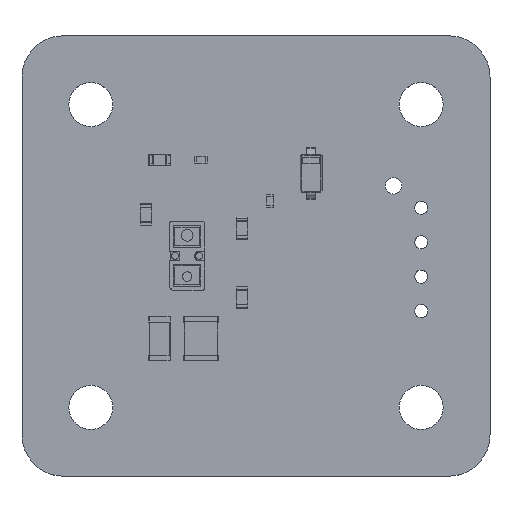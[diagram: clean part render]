
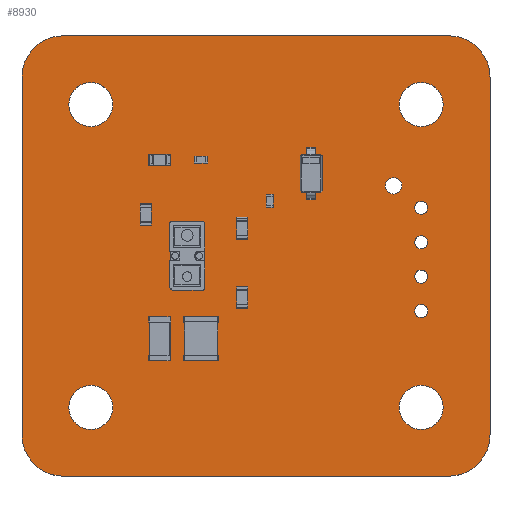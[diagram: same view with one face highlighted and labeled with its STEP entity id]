
A CAD part, top view. The second image highlights one B-rep face of the part: STEP entity #8930.
In plain terms, the highlighted planar face has unit normal (0, 0, 1).
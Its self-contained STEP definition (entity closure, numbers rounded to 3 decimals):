
#8682 = VERTEX_POINT('',#8683);
#8683 = CARTESIAN_POINT('',(132.,-39.,1.6));
#8689 = EDGE_CURVE('',#8682,#8690,#8692,.T.);
#8690 = VERTEX_POINT('',#8691);
#8691 = CARTESIAN_POINT('',(135.,-42.,1.6));
#8692 = CIRCLE('',#8693,3.);
#8693 = AXIS2_PLACEMENT_3D('',#8694,#8695,#8696);
#8694 = CARTESIAN_POINT('',(132.,-42.,1.6));
#8695 = DIRECTION('',(0.,0.,-1.));
#8696 = DIRECTION('',(0.,1.,0.));
#8724 = VERTEX_POINT('',#8725);
#8725 = CARTESIAN_POINT('',(104.,-39.,1.6));
#8731 = EDGE_CURVE('',#8724,#8682,#8732,.T.);
#8732 = LINE('',#8733,#8734);
#8733 = CARTESIAN_POINT('',(104.,-39.,1.6));
#8734 = VECTOR('',#8735,1.);
#8735 = DIRECTION('',(1.,0.,0.));
#8753 = EDGE_CURVE('',#8690,#8754,#8756,.T.);
#8754 = VERTEX_POINT('',#8755);
#8755 = CARTESIAN_POINT('',(135.,-68.,1.6));
#8756 = LINE('',#8757,#8758);
#8757 = CARTESIAN_POINT('',(135.,-42.,1.6));
#8758 = VECTOR('',#8759,1.);
#8759 = DIRECTION('',(0.,-1.,0.));
#8930 = ADVANCED_FACE('',(#8931,#8977,#8988,#8999,#9010,#9021,#9032,
    #9043,#9054,#9065),#9076,.F.);
#8931 = FACE_BOUND('',#8932,.F.);
#8932 = EDGE_LOOP('',(#8933,#8934,#8935,#8944,#8952,#8961,#8969,#8976));
#8933 = ORIENTED_EDGE('',*,*,#8689,.T.);
#8934 = ORIENTED_EDGE('',*,*,#8753,.T.);
#8935 = ORIENTED_EDGE('',*,*,#8936,.T.);
#8936 = EDGE_CURVE('',#8754,#8937,#8939,.T.);
#8937 = VERTEX_POINT('',#8938);
#8938 = CARTESIAN_POINT('',(132.,-71.,1.6));
#8939 = CIRCLE('',#8940,3.);
#8940 = AXIS2_PLACEMENT_3D('',#8941,#8942,#8943);
#8941 = CARTESIAN_POINT('',(132.,-68.,1.6));
#8942 = DIRECTION('',(0.,0.,-1.));
#8943 = DIRECTION('',(1.,0.,0.));
#8944 = ORIENTED_EDGE('',*,*,#8945,.T.);
#8945 = EDGE_CURVE('',#8937,#8946,#8948,.T.);
#8946 = VERTEX_POINT('',#8947);
#8947 = CARTESIAN_POINT('',(104.,-71.,1.6));
#8948 = LINE('',#8949,#8950);
#8949 = CARTESIAN_POINT('',(132.,-71.,1.6));
#8950 = VECTOR('',#8951,1.);
#8951 = DIRECTION('',(-1.,0.,0.));
#8952 = ORIENTED_EDGE('',*,*,#8953,.T.);
#8953 = EDGE_CURVE('',#8946,#8954,#8956,.T.);
#8954 = VERTEX_POINT('',#8955);
#8955 = CARTESIAN_POINT('',(101.,-68.,1.6));
#8956 = CIRCLE('',#8957,3.);
#8957 = AXIS2_PLACEMENT_3D('',#8958,#8959,#8960);
#8958 = CARTESIAN_POINT('',(104.,-68.,1.6));
#8959 = DIRECTION('',(0.,0.,-1.));
#8960 = DIRECTION('',(0.,-1.,-0.));
#8961 = ORIENTED_EDGE('',*,*,#8962,.T.);
#8962 = EDGE_CURVE('',#8954,#8963,#8965,.T.);
#8963 = VERTEX_POINT('',#8964);
#8964 = CARTESIAN_POINT('',(101.,-42.,1.6));
#8965 = LINE('',#8966,#8967);
#8966 = CARTESIAN_POINT('',(101.,-68.,1.6));
#8967 = VECTOR('',#8968,1.);
#8968 = DIRECTION('',(0.,1.,0.));
#8969 = ORIENTED_EDGE('',*,*,#8970,.T.);
#8970 = EDGE_CURVE('',#8963,#8724,#8971,.T.);
#8971 = CIRCLE('',#8972,3.);
#8972 = AXIS2_PLACEMENT_3D('',#8973,#8974,#8975);
#8973 = CARTESIAN_POINT('',(104.,-42.,1.6));
#8974 = DIRECTION('',(0.,0.,-1.));
#8975 = DIRECTION('',(-1.,0.,0.));
#8976 = ORIENTED_EDGE('',*,*,#8731,.T.);
#8977 = FACE_BOUND('',#8978,.F.);
#8978 = EDGE_LOOP('',(#8979));
#8979 = ORIENTED_EDGE('',*,*,#8980,.F.);
#8980 = EDGE_CURVE('',#8981,#8981,#8983,.T.);
#8981 = VERTEX_POINT('',#8982);
#8982 = CARTESIAN_POINT('',(130.,-67.6,1.6));
#8983 = CIRCLE('',#8984,1.6);
#8984 = AXIS2_PLACEMENT_3D('',#8985,#8986,#8987);
#8985 = CARTESIAN_POINT('',(130.,-66.,1.6));
#8986 = DIRECTION('',(-0.,0.,-1.));
#8987 = DIRECTION('',(-0.,-1.,0.));
#8988 = FACE_BOUND('',#8989,.F.);
#8989 = EDGE_LOOP('',(#8990));
#8990 = ORIENTED_EDGE('',*,*,#8991,.F.);
#8991 = EDGE_CURVE('',#8992,#8992,#8994,.T.);
#8992 = VERTEX_POINT('',#8993);
#8993 = CARTESIAN_POINT('',(130.,-59.475,1.6));
#8994 = CIRCLE('',#8995,0.475);
#8995 = AXIS2_PLACEMENT_3D('',#8996,#8997,#8998);
#8996 = CARTESIAN_POINT('',(130.,-59.,1.6));
#8997 = DIRECTION('',(-0.,0.,-1.));
#8998 = DIRECTION('',(-0.,-1.,0.));
#8999 = FACE_BOUND('',#9000,.F.);
#9000 = EDGE_LOOP('',(#9001));
#9001 = ORIENTED_EDGE('',*,*,#9002,.F.);
#9002 = EDGE_CURVE('',#9003,#9003,#9005,.T.);
#9003 = VERTEX_POINT('',#9004);
#9004 = CARTESIAN_POINT('',(130.,-56.975,1.6));
#9005 = CIRCLE('',#9006,0.475);
#9006 = AXIS2_PLACEMENT_3D('',#9007,#9008,#9009);
#9007 = CARTESIAN_POINT('',(130.,-56.5,1.6));
#9008 = DIRECTION('',(-0.,0.,-1.));
#9009 = DIRECTION('',(-0.,-1.,0.));
#9010 = FACE_BOUND('',#9011,.F.);
#9011 = EDGE_LOOP('',(#9012));
#9012 = ORIENTED_EDGE('',*,*,#9013,.F.);
#9013 = EDGE_CURVE('',#9014,#9014,#9016,.T.);
#9014 = VERTEX_POINT('',#9015);
#9015 = CARTESIAN_POINT('',(106.,-67.6,1.6));
#9016 = CIRCLE('',#9017,1.6);
#9017 = AXIS2_PLACEMENT_3D('',#9018,#9019,#9020);
#9018 = CARTESIAN_POINT('',(106.,-66.,1.6));
#9019 = DIRECTION('',(-0.,0.,-1.));
#9020 = DIRECTION('',(-0.,-1.,0.));
#9021 = FACE_BOUND('',#9022,.F.);
#9022 = EDGE_LOOP('',(#9023));
#9023 = ORIENTED_EDGE('',*,*,#9024,.F.);
#9024 = EDGE_CURVE('',#9025,#9025,#9027,.T.);
#9025 = VERTEX_POINT('',#9026);
#9026 = CARTESIAN_POINT('',(130.,-54.475,1.6));
#9027 = CIRCLE('',#9028,0.475);
#9028 = AXIS2_PLACEMENT_3D('',#9029,#9030,#9031);
#9029 = CARTESIAN_POINT('',(130.,-54.,1.6));
#9030 = DIRECTION('',(-0.,0.,-1.));
#9031 = DIRECTION('',(-0.,-1.,0.));
#9032 = FACE_BOUND('',#9033,.F.);
#9033 = EDGE_LOOP('',(#9034));
#9034 = ORIENTED_EDGE('',*,*,#9035,.F.);
#9035 = EDGE_CURVE('',#9036,#9036,#9038,.T.);
#9036 = VERTEX_POINT('',#9037);
#9037 = CARTESIAN_POINT('',(130.,-51.975,1.6));
#9038 = CIRCLE('',#9039,0.475);
#9039 = AXIS2_PLACEMENT_3D('',#9040,#9041,#9042);
#9040 = CARTESIAN_POINT('',(130.,-51.5,1.6));
#9041 = DIRECTION('',(-0.,0.,-1.));
#9042 = DIRECTION('',(-0.,-1.,0.));
#9043 = FACE_BOUND('',#9044,.F.);
#9044 = EDGE_LOOP('',(#9045));
#9045 = ORIENTED_EDGE('',*,*,#9046,.F.);
#9046 = EDGE_CURVE('',#9047,#9047,#9049,.T.);
#9047 = VERTEX_POINT('',#9048);
#9048 = CARTESIAN_POINT('',(128.,-50.5,1.6));
#9049 = CIRCLE('',#9050,0.6);
#9050 = AXIS2_PLACEMENT_3D('',#9051,#9052,#9053);
#9051 = CARTESIAN_POINT('',(128.,-49.9,1.6));
#9052 = DIRECTION('',(-0.,0.,-1.));
#9053 = DIRECTION('',(-0.,-1.,0.));
#9054 = FACE_BOUND('',#9055,.F.);
#9055 = EDGE_LOOP('',(#9056));
#9056 = ORIENTED_EDGE('',*,*,#9057,.F.);
#9057 = EDGE_CURVE('',#9058,#9058,#9060,.T.);
#9058 = VERTEX_POINT('',#9059);
#9059 = CARTESIAN_POINT('',(130.,-45.6,1.6));
#9060 = CIRCLE('',#9061,1.6);
#9061 = AXIS2_PLACEMENT_3D('',#9062,#9063,#9064);
#9062 = CARTESIAN_POINT('',(130.,-44.,1.6));
#9063 = DIRECTION('',(-0.,0.,-1.));
#9064 = DIRECTION('',(-0.,-1.,0.));
#9065 = FACE_BOUND('',#9066,.F.);
#9066 = EDGE_LOOP('',(#9067));
#9067 = ORIENTED_EDGE('',*,*,#9068,.F.);
#9068 = EDGE_CURVE('',#9069,#9069,#9071,.T.);
#9069 = VERTEX_POINT('',#9070);
#9070 = CARTESIAN_POINT('',(106.,-45.6,1.6));
#9071 = CIRCLE('',#9072,1.6);
#9072 = AXIS2_PLACEMENT_3D('',#9073,#9074,#9075);
#9073 = CARTESIAN_POINT('',(106.,-44.,1.6));
#9074 = DIRECTION('',(-0.,0.,-1.));
#9075 = DIRECTION('',(-0.,-1.,0.));
#9076 = PLANE('',#9077);
#9077 = AXIS2_PLACEMENT_3D('',#9078,#9079,#9080);
#9078 = CARTESIAN_POINT('',(118.,-55.,1.6));
#9079 = DIRECTION('',(-0.,-0.,-1.));
#9080 = DIRECTION('',(-1.,0.,0.));
